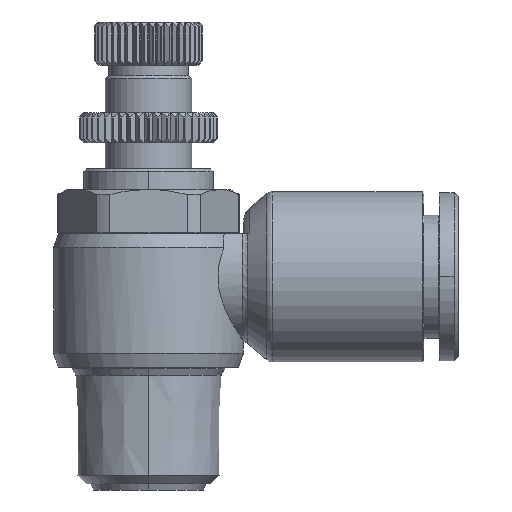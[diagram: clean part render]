
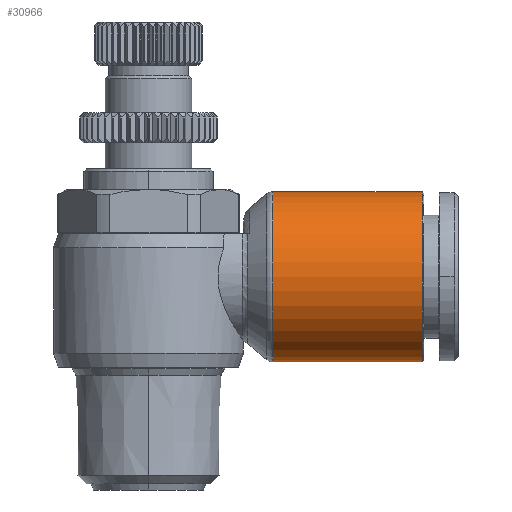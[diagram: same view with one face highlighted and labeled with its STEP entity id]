
A CAD part, front view. The second image highlights one B-rep face of the part: STEP entity #30966.
In plain terms, the highlighted cylindrical face has radius 9.85 mm (diameter 19.7 mm), a partial arc.
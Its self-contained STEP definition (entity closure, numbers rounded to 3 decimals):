
#294=CARTESIAN_POINT('',(-20.7,0.,9.85));
#295=VERTEX_POINT('',#294);
#296=CARTESIAN_POINT('',(-3.364,0.,9.85));
#297=VERTEX_POINT('',#296);
#298=CARTESIAN_POINT('',(-20.7,0.,9.85));
#299=DIRECTION('',(1.0,0.0,0.0));
#300=VECTOR('',#299,17.336);
#301=LINE('',#298,#300);
#302=EDGE_CURVE('',#295,#297,#301,.T.);
#304=CARTESIAN_POINT('',(-20.7,0.,-9.85));
#305=VERTEX_POINT('',#304);
#313=CARTESIAN_POINT('',(-3.364,0.,-9.85));
#314=VERTEX_POINT('',#313);
#315=CARTESIAN_POINT('',(-3.364,0.,-9.85));
#316=DIRECTION('',(-1.0,0.0,0.0));
#317=VECTOR('',#316,17.336);
#318=LINE('',#315,#317);
#319=EDGE_CURVE('',#314,#305,#318,.T.);
#345=CARTESIAN_POINT('',(-3.364,0.,0.));
#346=DIRECTION('',(1.0,0.0,0.0));
#347=DIRECTION('',(0.0,0.0,-1.0));
#348=AXIS2_PLACEMENT_3D('',#345,#346,#347);
#349=CIRCLE('',#348,9.85);
#350=EDGE_CURVE('',#314,#297,#349,.T.);
#4961=CARTESIAN_POINT('',(-20.7,0.,0.));
#4962=DIRECTION('',(-1.0,0.0,0.0));
#4963=DIRECTION('',(0.0,0.0,1.0));
#4964=AXIS2_PLACEMENT_3D('',#4961,#4962,#4963);
#4965=CIRCLE('',#4964,9.85);
#4966=EDGE_CURVE('',#295,#305,#4965,.T.);
#30955=CARTESIAN_POINT('',(-11.0,0.,0.));
#30956=DIRECTION('',(1.0,0.,0.));
#30957=DIRECTION('',(0.0,0.0,1.0));
#30958=AXIS2_PLACEMENT_3D('',#30955,#30956,#30957);
#30959=CYLINDRICAL_SURFACE('',#30958,9.85);
#30960=ORIENTED_EDGE('',*,*,#302,.T.);
#30961=ORIENTED_EDGE('',*,*,#350,.F.);
#30962=ORIENTED_EDGE('',*,*,#319,.T.);
#30963=ORIENTED_EDGE('',*,*,#4966,.F.);
#30964=EDGE_LOOP('',(#30960,#30961,#30962,#30963));
#30965=FACE_OUTER_BOUND('',#30964,.T.);
#30966=ADVANCED_FACE('',(#30965),#30959,.T.);
